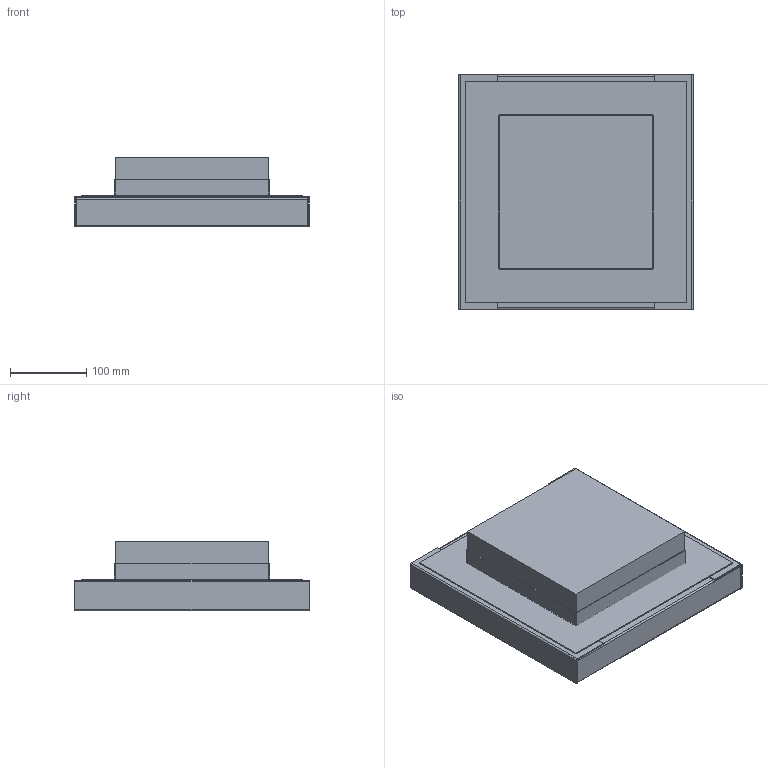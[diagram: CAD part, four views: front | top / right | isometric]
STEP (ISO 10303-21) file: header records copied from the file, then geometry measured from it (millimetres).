
FILE_DESCRIPTION (( 'STEP AP214' ), '1' );
FILE_NAME ('7400348_KSTP1.stp', '2018-01-29T14:07:18', ( '' ), ( '' ), 'SwSTEP 2.0', 'SolidWorks 2016', '' );
FILE_SCHEMA (( 'AUTOMOTIVE_DESIGN' ));
Length unit declared in the file: millimetre
Products named in the file (3): 024261T1_Standard; 7400348_KSTP1; 021043_39407341  
Assembly tree (2 placements, depth 2):
  7400348_KSTP1
    024261T1_Standard
    021043_39407341  
Bounding box: 308 x 308 x 91.5 mm (x, y, z)
Volume: 2454582 mm3; surface area: 654019.3 mm2
Topology: 2 solids, 2 shells, 145 faces, 344 edges, 196 vertices
Faces by surface type: plane 113, cylinder 32
Entity records: 4236 total; most frequent: CARTESIAN_POINT 782, DIRECTION 712, ORIENTED_EDGE 688, EDGE_CURVE 344, VECTOR 260, LINE 260, AXIS2_PLACEMENT_3D 226, VERTEX_POINT 196
